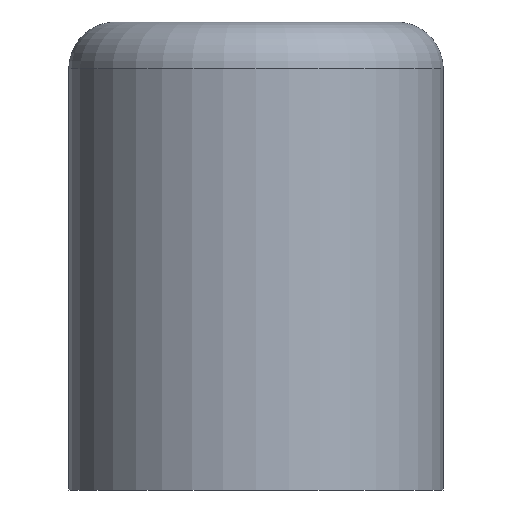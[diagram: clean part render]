
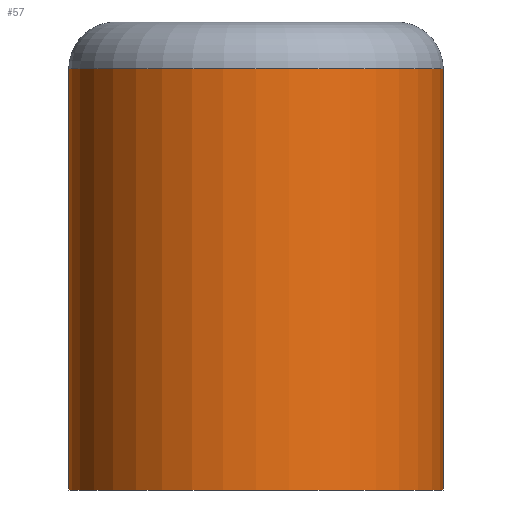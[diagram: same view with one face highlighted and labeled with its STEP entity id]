
A CAD part, front view. The second image highlights one B-rep face of the part: STEP entity #57.
In plain terms, the highlighted cylindrical face has radius 4 mm (diameter 8 mm), a full revolution.
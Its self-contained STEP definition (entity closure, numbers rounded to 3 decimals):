
#17=LINE('',#103,#18);
#18=VECTOR('',#85,4.);
#19=CYLINDRICAL_SURFACE('',#67,4.);
#21=FACE_OUTER_BOUND('',#25,.T.);
#25=EDGE_LOOP('',(#48,#49,#50,#51,#52));
#30=CIRCLE('',#65,4.);
#31=CIRCLE('',#66,4.);
#32=CIRCLE('',#68,4.);
#34=VERTEX_POINT('',#96);
#35=VERTEX_POINT('',#98);
#36=VERTEX_POINT('',#102);
#39=EDGE_CURVE('',#34,#35,#30,.T.);
#40=EDGE_CURVE('',#35,#34,#31,.T.);
#41=EDGE_CURVE('',#35,#36,#17,.T.);
#42=EDGE_CURVE('',#36,#36,#32,.T.);
#48=ORIENTED_EDGE('',*,*,#40,.F.);
#49=ORIENTED_EDGE('',*,*,#41,.T.);
#50=ORIENTED_EDGE('',*,*,#42,.T.);
#51=ORIENTED_EDGE('',*,*,#41,.F.);
#52=ORIENTED_EDGE('',*,*,#39,.F.);
#57=ADVANCED_FACE('',(#21),#19,.T.);
#65=AXIS2_PLACEMENT_3D('',#99,#79,#80);
#66=AXIS2_PLACEMENT_3D('',#100,#81,#82);
#67=AXIS2_PLACEMENT_3D('',#101,#83,#84);
#68=AXIS2_PLACEMENT_3D('',#104,#86,#87);
#79=DIRECTION('center_axis',(0.,0.,1.));
#80=DIRECTION('ref_axis',(-1.,0.,0.));
#81=DIRECTION('center_axis',(0.,0.,1.));
#82=DIRECTION('ref_axis',(-1.,0.,0.));
#83=DIRECTION('center_axis',(0.,0.,1.));
#84=DIRECTION('ref_axis',(-1.,0.,0.));
#85=DIRECTION('',(0.,0.,-1.));
#86=DIRECTION('center_axis',(0.,0.,1.));
#87=DIRECTION('ref_axis',(-1.,0.,0.));
#96=CARTESIAN_POINT('',(-4.,0.,12.));
#98=CARTESIAN_POINT('',(4.,0.,12.));
#99=CARTESIAN_POINT('Origin',(0.,0.,12.));
#100=CARTESIAN_POINT('Origin',(0.,0.,12.));
#101=CARTESIAN_POINT('Origin',(0.,0.,3.));
#102=CARTESIAN_POINT('',(4.,0.,3.));
#103=CARTESIAN_POINT('',(4.,0.,3.));
#104=CARTESIAN_POINT('Origin',(0.,0.,3.));
